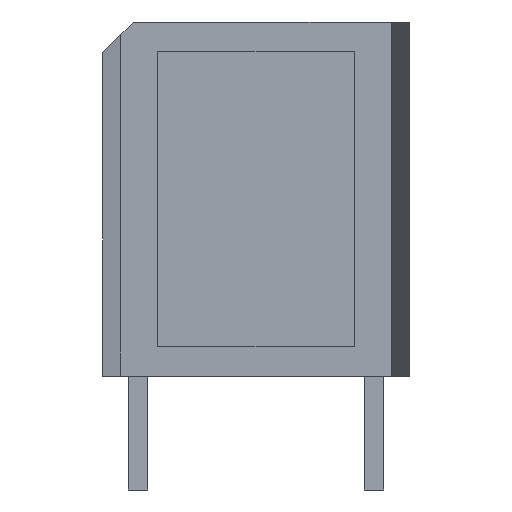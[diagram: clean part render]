
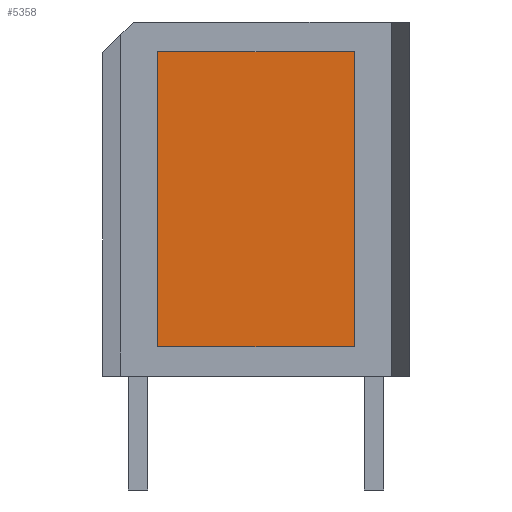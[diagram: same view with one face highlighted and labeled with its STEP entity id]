
A CAD part, front view. The second image highlights one B-rep face of the part: STEP entity #5358.
In plain terms, the highlighted planar face has unit normal (0, -1, 0).
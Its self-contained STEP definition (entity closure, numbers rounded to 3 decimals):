
#1428 = PLANE('',#1429);
#1429 = AXIS2_PLACEMENT_3D('',#1430,#1431,#1432);
#1430 = CARTESIAN_POINT('',(-3.175,1.02,10.478));
#1431 = DIRECTION('',(1.,0.,0.));
#1432 = DIRECTION('',(0.,0.,-1.));
#1456 = PLANE('',#1457);
#1457 = AXIS2_PLACEMENT_3D('',#1458,#1459,#1460);
#1458 = CARTESIAN_POINT('',(3.175,1.02,10.478));
#1459 = DIRECTION('',(0.,0.,-1.));
#1460 = DIRECTION('',(-1.,0.,0.));
#1484 = PLANE('',#1485);
#1485 = AXIS2_PLACEMENT_3D('',#1486,#1487,#1488);
#1486 = CARTESIAN_POINT('',(3.175,1.02,0.953));
#1487 = DIRECTION('',(-1.,0.,0.));
#1488 = DIRECTION('',(0.,0.,1.));
#1510 = PLANE('',#1511);
#1511 = AXIS2_PLACEMENT_3D('',#1512,#1513,#1514);
#1512 = CARTESIAN_POINT('',(-3.175,1.02,0.953));
#1513 = DIRECTION('',(0.,0.,1.));
#1514 = DIRECTION('',(1.,0.,0.));
#3338 = VERTEX_POINT('',#3339);
#3339 = CARTESIAN_POINT('',(-3.175,-3.17,10.478));
#3360 = EDGE_CURVE('',#3338,#3361,#3363,.T.);
#3361 = VERTEX_POINT('',#3362);
#3362 = CARTESIAN_POINT('',(-3.175,-3.17,0.953));
#3363 = SURFACE_CURVE('',#3364,(#3368,#3375),.PCURVE_S1.);
#3364 = LINE('',#3365,#3366);
#3365 = CARTESIAN_POINT('',(-3.175,-3.17,10.478));
#3366 = VECTOR('',#3367,1.);
#3367 = DIRECTION('',(0.,0.,-1.));
#3368 = PCURVE('',#1428,#3369);
#3369 = DEFINITIONAL_REPRESENTATION('',(#3370),#3374);
#3370 = LINE('',#3371,#3372);
#3371 = CARTESIAN_POINT('',(0.,-4.19));
#3372 = VECTOR('',#3373,1.);
#3373 = DIRECTION('',(1.,0.));
#3374 = ( GEOMETRIC_REPRESENTATION_CONTEXT(2) 
PARAMETRIC_REPRESENTATION_CONTEXT() REPRESENTATION_CONTEXT('2D SPACE',''
  ) );
#3375 = PCURVE('',#3376,#3381);
#3376 = PLANE('',#3377);
#3377 = AXIS2_PLACEMENT_3D('',#3378,#3379,#3380);
#3378 = CARTESIAN_POINT('',(0.,-3.17,5.715));
#3379 = DIRECTION('',(0.,1.,0.));
#3380 = DIRECTION('',(0.,0.,1.));
#3381 = DEFINITIONAL_REPRESENTATION('',(#3382),#3386);
#3382 = LINE('',#3383,#3384);
#3383 = CARTESIAN_POINT('',(4.763,-3.175));
#3384 = VECTOR('',#3385,1.);
#3385 = DIRECTION('',(-1.,0.));
#3386 = ( GEOMETRIC_REPRESENTATION_CONTEXT(2) 
PARAMETRIC_REPRESENTATION_CONTEXT() REPRESENTATION_CONTEXT('2D SPACE',''
  ) );
#3414 = EDGE_CURVE('',#3361,#3415,#3417,.T.);
#3415 = VERTEX_POINT('',#3416);
#3416 = CARTESIAN_POINT('',(3.175,-3.17,0.953));
#3417 = SURFACE_CURVE('',#3418,(#3422,#3429),.PCURVE_S1.);
#3418 = LINE('',#3419,#3420);
#3419 = CARTESIAN_POINT('',(-3.175,-3.17,0.953));
#3420 = VECTOR('',#3421,1.);
#3421 = DIRECTION('',(1.,0.,0.));
#3422 = PCURVE('',#1510,#3423);
#3423 = DEFINITIONAL_REPRESENTATION('',(#3424),#3428);
#3424 = LINE('',#3425,#3426);
#3425 = CARTESIAN_POINT('',(0.,-4.19));
#3426 = VECTOR('',#3427,1.);
#3427 = DIRECTION('',(1.,0.));
#3428 = ( GEOMETRIC_REPRESENTATION_CONTEXT(2) 
PARAMETRIC_REPRESENTATION_CONTEXT() REPRESENTATION_CONTEXT('2D SPACE',''
  ) );
#3429 = PCURVE('',#3376,#3430);
#3430 = DEFINITIONAL_REPRESENTATION('',(#3431),#3435);
#3431 = LINE('',#3432,#3433);
#3432 = CARTESIAN_POINT('',(-4.763,-3.175));
#3433 = VECTOR('',#3434,1.);
#3434 = DIRECTION('',(0.,1.));
#3435 = ( GEOMETRIC_REPRESENTATION_CONTEXT(2) 
PARAMETRIC_REPRESENTATION_CONTEXT() REPRESENTATION_CONTEXT('2D SPACE',''
  ) );
#3463 = EDGE_CURVE('',#3415,#3464,#3466,.T.);
#3464 = VERTEX_POINT('',#3465);
#3465 = CARTESIAN_POINT('',(3.175,-3.17,10.478));
#3466 = SURFACE_CURVE('',#3467,(#3471,#3478),.PCURVE_S1.);
#3467 = LINE('',#3468,#3469);
#3468 = CARTESIAN_POINT('',(3.175,-3.17,0.953));
#3469 = VECTOR('',#3470,1.);
#3470 = DIRECTION('',(0.,0.,1.));
#3471 = PCURVE('',#1484,#3472);
#3472 = DEFINITIONAL_REPRESENTATION('',(#3473),#3477);
#3473 = LINE('',#3474,#3475);
#3474 = CARTESIAN_POINT('',(0.,-4.19));
#3475 = VECTOR('',#3476,1.);
#3476 = DIRECTION('',(1.,0.));
#3477 = ( GEOMETRIC_REPRESENTATION_CONTEXT(2) 
PARAMETRIC_REPRESENTATION_CONTEXT() REPRESENTATION_CONTEXT('2D SPACE',''
  ) );
#3478 = PCURVE('',#3376,#3479);
#3479 = DEFINITIONAL_REPRESENTATION('',(#3480),#3484);
#3480 = LINE('',#3481,#3482);
#3481 = CARTESIAN_POINT('',(-4.763,3.175));
#3482 = VECTOR('',#3483,1.);
#3483 = DIRECTION('',(1.,0.));
#3484 = ( GEOMETRIC_REPRESENTATION_CONTEXT(2) 
PARAMETRIC_REPRESENTATION_CONTEXT() REPRESENTATION_CONTEXT('2D SPACE',''
  ) );
#3512 = EDGE_CURVE('',#3464,#3338,#3513,.T.);
#3513 = SURFACE_CURVE('',#3514,(#3518,#3525),.PCURVE_S1.);
#3514 = LINE('',#3515,#3516);
#3515 = CARTESIAN_POINT('',(3.175,-3.17,10.478));
#3516 = VECTOR('',#3517,1.);
#3517 = DIRECTION('',(-1.,0.,0.));
#3518 = PCURVE('',#1456,#3519);
#3519 = DEFINITIONAL_REPRESENTATION('',(#3520),#3524);
#3520 = LINE('',#3521,#3522);
#3521 = CARTESIAN_POINT('',(0.,-4.19));
#3522 = VECTOR('',#3523,1.);
#3523 = DIRECTION('',(1.,0.));
#3524 = ( GEOMETRIC_REPRESENTATION_CONTEXT(2) 
PARAMETRIC_REPRESENTATION_CONTEXT() REPRESENTATION_CONTEXT('2D SPACE',''
  ) );
#3525 = PCURVE('',#3376,#3526);
#3526 = DEFINITIONAL_REPRESENTATION('',(#3527),#3531);
#3527 = LINE('',#3528,#3529);
#3528 = CARTESIAN_POINT('',(4.763,3.175));
#3529 = VECTOR('',#3530,1.);
#3530 = DIRECTION('',(0.,-1.));
#3531 = ( GEOMETRIC_REPRESENTATION_CONTEXT(2) 
PARAMETRIC_REPRESENTATION_CONTEXT() REPRESENTATION_CONTEXT('2D SPACE',''
  ) );
#5358 = ADVANCED_FACE('',(#5359),#3376,.F.);
#5359 = FACE_BOUND('',#5360,.T.);
#5360 = EDGE_LOOP('',(#5361,#5362,#5363,#5364));
#5361 = ORIENTED_EDGE('',*,*,#3360,.T.);
#5362 = ORIENTED_EDGE('',*,*,#3414,.T.);
#5363 = ORIENTED_EDGE('',*,*,#3463,.T.);
#5364 = ORIENTED_EDGE('',*,*,#3512,.T.);
